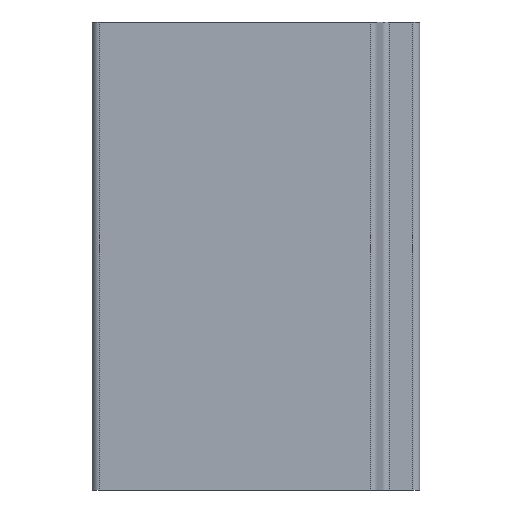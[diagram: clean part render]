
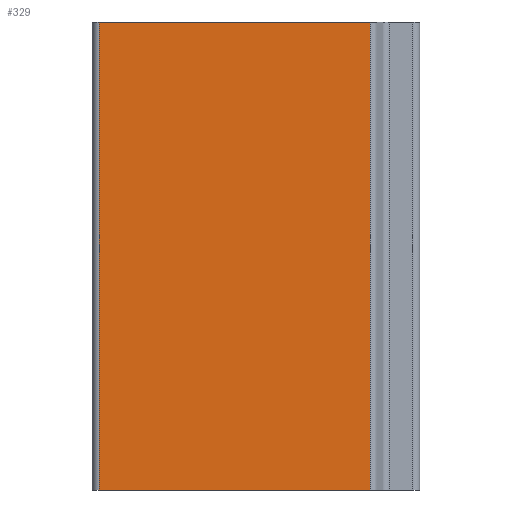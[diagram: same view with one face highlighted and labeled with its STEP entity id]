
A CAD part, front view. The second image highlights one B-rep face of the part: STEP entity #329.
In plain terms, the highlighted planar face has unit normal (0, -1, 0).
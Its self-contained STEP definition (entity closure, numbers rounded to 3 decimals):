
#43=FACE_OUTER_BOUND('',#61,.T.);
#61=EDGE_LOOP('',(#235,#236,#237,#238));
#83=LINE('',#520,#115);
#84=LINE('',#523,#116);
#85=LINE('',#525,#117);
#86=LINE('',#526,#118);
#115=VECTOR('',#417,10.);
#116=VECTOR('',#420,10.);
#117=VECTOR('',#421,10.);
#118=VECTOR('',#422,10.);
#147=VERTEX_POINT('',#516);
#148=VERTEX_POINT('',#518);
#149=VERTEX_POINT('',#522);
#150=VERTEX_POINT('',#524);
#183=EDGE_CURVE('',#147,#148,#83,.T.);
#184=EDGE_CURVE('',#149,#147,#84,.T.);
#185=EDGE_CURVE('',#150,#148,#85,.T.);
#186=EDGE_CURVE('',#149,#150,#86,.T.);
#235=ORIENTED_EDGE('',*,*,#184,.T.);
#236=ORIENTED_EDGE('',*,*,#183,.T.);
#237=ORIENTED_EDGE('',*,*,#185,.F.);
#238=ORIENTED_EDGE('',*,*,#186,.F.);
#317=PLANE('',#365);
#329=ADVANCED_FACE('',(#43),#317,.T.);
#365=AXIS2_PLACEMENT_3D('',#521,#418,#419);
#417=DIRECTION('',(0.,0.,1.));
#418=DIRECTION('center_axis',(0.,-1.,0.));
#419=DIRECTION('ref_axis',(1.,0.,0.));
#420=DIRECTION('',(1.,0.,0.));
#421=DIRECTION('',(1.,0.,0.));
#422=DIRECTION('',(0.,0.,1.));
#516=CARTESIAN_POINT('',(39.844,0.,0.));
#518=CARTESIAN_POINT('',(39.844,0.,200.));
#520=CARTESIAN_POINT('',(39.844,0.,0.));
#521=CARTESIAN_POINT('Origin',(-75.978,0.,0.));
#522=CARTESIAN_POINT('',(-75.978,0.,0.));
#523=CARTESIAN_POINT('',(-75.978,0.,0.));
#524=CARTESIAN_POINT('',(-75.978,0.,200.));
#525=CARTESIAN_POINT('',(-75.978,0.,200.));
#526=CARTESIAN_POINT('',(-75.978,0.,0.));
